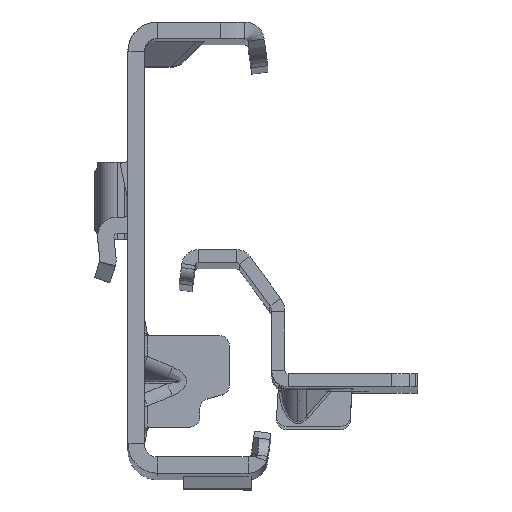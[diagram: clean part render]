
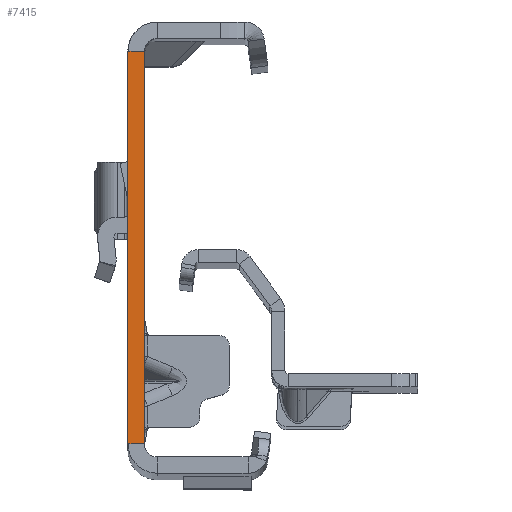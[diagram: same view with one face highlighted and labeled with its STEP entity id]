
A CAD part, top view. The second image highlights one B-rep face of the part: STEP entity #7415.
In plain terms, the highlighted planar face has unit normal (0, 0, 1).
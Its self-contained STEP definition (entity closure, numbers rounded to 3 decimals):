
#44 = FACE_OUTER_BOUND ( 'NONE', #6553, .T. ) ;
#1143 = ORIENTED_EDGE ( 'NONE', *, *, #17319, .F. ) ;
#1570 = DIRECTION ( 'NONE',  ( -1., 0., 0. ) ) ;
#2833 = ORIENTED_EDGE ( 'NONE', *, *, #7531, .T. ) ;
#2947 = ORIENTED_EDGE ( 'NONE', *, *, #4355, .T. ) ;
#2982 = LINE ( 'NONE', #7141, #9030 ) ;
#3266 = VECTOR ( 'NONE', #3347, 1000. ) ;
#3347 = DIRECTION ( 'NONE',  ( 0., -1., 0. ) ) ;
#4355 = EDGE_CURVE ( 'NONE', #7473, #12973, #14695, .T. ) ;
#4777 = VECTOR ( 'NONE', #1570, 1000. ) ;
#5310 = CARTESIAN_POINT ( 'NONE',  ( -2.5, -32., 0. ) ) ;
#5496 = VECTOR ( 'NONE', #8683, 1000. ) ;
#5568 = DIRECTION ( 'NONE',  ( 1., 0., 0. ) ) ;
#6002 = CARTESIAN_POINT ( 'NONE',  ( 0., -30., 0. ) ) ;
#6553 = EDGE_LOOP ( 'NONE', ( #6732, #2833, #2947, #1143 ) ) ;
#6732 = ORIENTED_EDGE ( 'NONE', *, *, #17941, .F. ) ;
#7090 = AXIS2_PLACEMENT_3D ( 'NONE', #5310, #13838, #5568 ) ;
#7141 = CARTESIAN_POINT ( 'NONE',  ( 0., -30., 0. ) ) ;
#7415 = ADVANCED_FACE ( 'NONE', ( #44 ), #9695, .T. ) ;
#7473 = VERTEX_POINT ( 'NONE', #15826 ) ;
#7531 = EDGE_CURVE ( 'NONE', #14021, #7473, #8692, .T. ) ;
#8683 = DIRECTION ( 'NONE',  ( 0., -1., 0. ) ) ;
#8692 = LINE ( 'NONE', #14093, #4777 ) ;
#9030 = VECTOR ( 'NONE', #12753, 1000. ) ;
#9319 = CARTESIAN_POINT ( 'NONE',  ( -2.5, -30., 0. ) ) ;
#9685 = VERTEX_POINT ( 'NONE', #6002 ) ;
#9695 = PLANE ( 'NONE',  #7090 ) ;
#11357 = CARTESIAN_POINT ( 'NONE',  ( 0., 30., 0. ) ) ;
#12753 = DIRECTION ( 'NONE',  ( -1., 0., 0. ) ) ;
#12897 = LINE ( 'NONE', #12992, #5496 ) ;
#12973 = VERTEX_POINT ( 'NONE', #9319 ) ;
#12992 = CARTESIAN_POINT ( 'NONE',  ( 0., -32., 0. ) ) ;
#13421 = CARTESIAN_POINT ( 'NONE',  ( -2.5, -32., 0. ) ) ;
#13838 = DIRECTION ( 'NONE',  ( 0., 0., 1. ) ) ;
#14021 = VERTEX_POINT ( 'NONE', #11357 ) ;
#14093 = CARTESIAN_POINT ( 'NONE',  ( 0., 30., 0. ) ) ;
#14695 = LINE ( 'NONE', #13421, #3266 ) ;
#15826 = CARTESIAN_POINT ( 'NONE',  ( -2.5, 30., 0. ) ) ;
#17319 = EDGE_CURVE ( 'NONE', #9685, #12973, #2982, .T. ) ;
#17941 = EDGE_CURVE ( 'NONE', #14021, #9685, #12897, .T. ) ;
